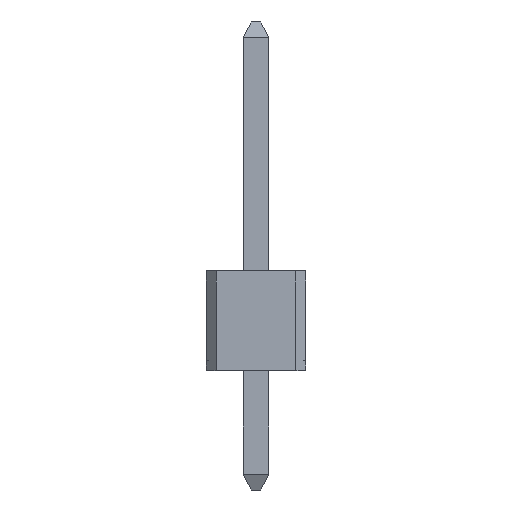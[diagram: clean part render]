
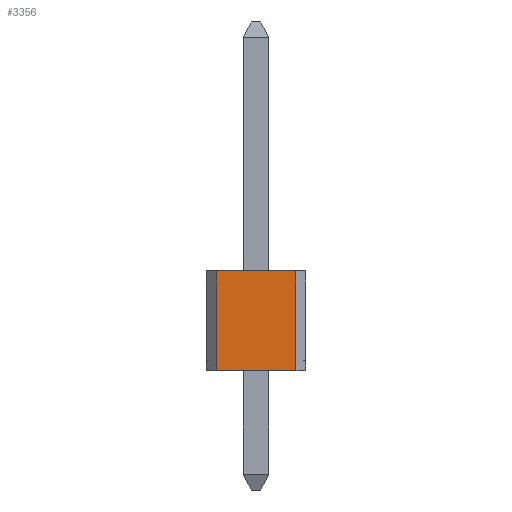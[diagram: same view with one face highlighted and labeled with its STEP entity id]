
A CAD part, left-side view. The second image highlights one B-rep face of the part: STEP entity #3356.
In plain terms, the highlighted planar face has unit normal (-1, 0, 0).
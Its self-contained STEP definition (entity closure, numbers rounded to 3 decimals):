
#43=FACE_OUTER_BOUND('',#243,.T.);
#243=EDGE_LOOP('',(#2191,#2192,#2193,#2194));
#455=LINE('',#4659,#923);
#498=LINE('',#4750,#966);
#499=LINE('',#4753,#967);
#500=LINE('',#4754,#968);
#923=VECTOR('',#3780,2.032);
#966=VECTOR('',#3839,2.54);
#967=VECTOR('',#3842,2.032);
#968=VECTOR('',#3843,2.54);
#1390=VERTEX_POINT('',#4656);
#1391=VERTEX_POINT('',#4658);
#1431=VERTEX_POINT('',#4748);
#1432=VERTEX_POINT('',#4752);
#1675=EDGE_CURVE('',#1391,#1390,#455,.T.);
#1718=EDGE_CURVE('',#1390,#1431,#498,.T.);
#1719=EDGE_CURVE('',#1432,#1431,#499,.T.);
#1720=EDGE_CURVE('',#1391,#1432,#500,.T.);
#2191=ORIENTED_EDGE('',*,*,#1675,.T.);
#2192=ORIENTED_EDGE('',*,*,#1718,.T.);
#2193=ORIENTED_EDGE('',*,*,#1719,.F.);
#2194=ORIENTED_EDGE('',*,*,#1720,.F.);
#3081=PLANE('',#3571);
#3356=ADVANCED_FACE('',(#43),#3081,.T.);
#3571=AXIS2_PLACEMENT_3D('',#4751,#3840,#3841);
#3780=DIRECTION('',(0.,0.,1.));
#3839=DIRECTION('',(0.,1.,0.));
#3840=DIRECTION('center_axis',(-1.,0.,0.));
#3841=DIRECTION('ref_axis',(0.,0.,1.));
#3842=DIRECTION('',(0.,0.,1.));
#3843=DIRECTION('',(0.,1.,0.));
#4656=CARTESIAN_POINT('',(-1.27,0.,1.016));
#4658=CARTESIAN_POINT('',(-1.27,0.,-1.016));
#4659=CARTESIAN_POINT('',(-1.27,0.,-1.016));
#4748=CARTESIAN_POINT('',(-1.27,2.54,1.016));
#4750=CARTESIAN_POINT('',(-1.27,0.,1.016));
#4751=CARTESIAN_POINT('Origin',(-1.27,0.,-1.016));
#4752=CARTESIAN_POINT('',(-1.27,2.54,-1.016));
#4753=CARTESIAN_POINT('',(-1.27,2.54,-1.016));
#4754=CARTESIAN_POINT('',(-1.27,0.,-1.016));
